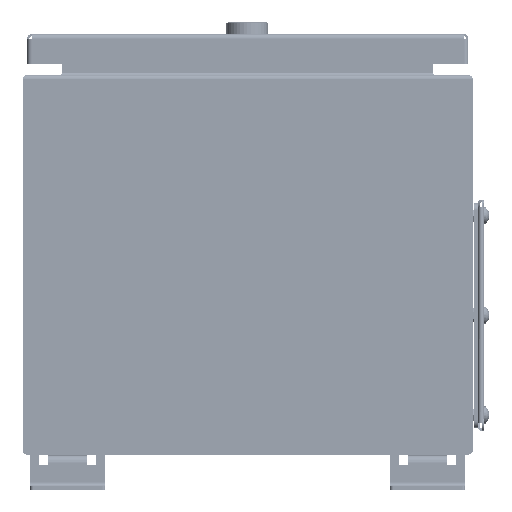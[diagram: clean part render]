
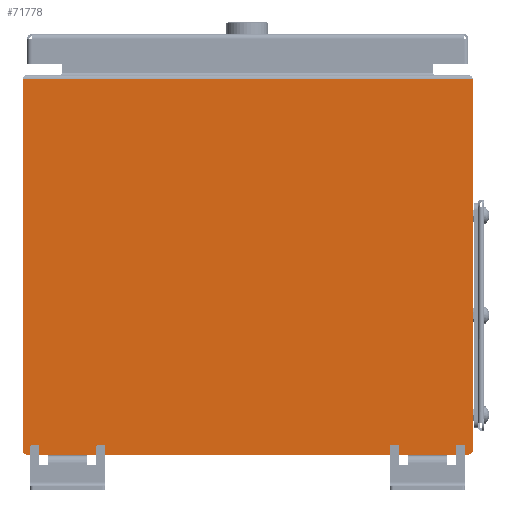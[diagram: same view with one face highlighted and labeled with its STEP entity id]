
A CAD part, left-side view. The second image highlights one B-rep face of the part: STEP entity #71778.
In plain terms, the highlighted planar face has unit normal (-1, 0, 0).
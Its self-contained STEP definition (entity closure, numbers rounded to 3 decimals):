
#285 = PLANE ( 'NONE',  #54482 ) ;
#477 = VERTEX_POINT ( 'NONE', #36650 ) ;
#658 = CARTESIAN_POINT ( 'NONE',  ( -1.5, 0., 0. ) ) ;
#1292 = VERTEX_POINT ( 'NONE', #36479 ) ;
#1409 = VERTEX_POINT ( 'NONE', #46881 ) ;
#2747 = CARTESIAN_POINT ( 'NONE',  ( -1.5, -150., -126.5 ) ) ;
#3106 = DIRECTION ( 'NONE',  ( 0., 1., 0. ) ) ;
#9215 = DIRECTION ( 'NONE',  ( 0., 0., 1. ) ) ;
#11702 = CARTESIAN_POINT ( 'NONE',  ( -1.5, -147., -126.5 ) ) ;
#12362 = DIRECTION ( 'NONE',  ( -1., 0., 0. ) ) ;
#12716 = VECTOR ( 'NONE', #21952, 1000. ) ;
#13655 = ORIENTED_EDGE ( 'NONE', *, *, #33238, .F. ) ;
#15167 = CARTESIAN_POINT ( 'NONE',  ( -1.5, 150., 126.5 ) ) ;
#15495 = EDGE_CURVE ( 'NONE', #1409, #477, #54458, .T. ) ;
#16366 = DIRECTION ( 'NONE',  ( -1., 0., 0. ) ) ;
#16963 = DIRECTION ( 'NONE',  ( 0., 0., 1. ) ) ;
#17073 = AXIS2_PLACEMENT_3D ( 'NONE', #38583, #16366, #50799 ) ;
#17920 = CARTESIAN_POINT ( 'NONE',  ( -1.5, 147., -123.5 ) ) ;
#18437 = DIRECTION ( 'NONE',  ( -1., 0., 0. ) ) ;
#21202 = ORIENTED_EDGE ( 'NONE', *, *, #21861, .F. ) ;
#21861 = EDGE_CURVE ( 'NONE', #23117, #1292, #58688, .T. ) ;
#21952 = DIRECTION ( 'NONE',  ( 0., 1., 0. ) ) ;
#23117 = VERTEX_POINT ( 'NONE', #11702 ) ;
#24863 = CIRCLE ( 'NONE', #66246, 3. ) ;
#25770 = VERTEX_POINT ( 'NONE', #67043 ) ;
#28423 = LINE ( 'NONE', #62868, #65788 ) ;
#31855 = ORIENTED_EDGE ( 'NONE', *, *, #37290, .T. ) ;
#33238 = EDGE_CURVE ( 'NONE', #68514, #25770, #28423, .T. ) ;
#33374 = VECTOR ( 'NONE', #9215, 1000. ) ;
#35447 = FACE_OUTER_BOUND ( 'NONE', #56376, .T. ) ;
#36430 = VECTOR ( 'NONE', #3106, 1000. ) ;
#36479 = CARTESIAN_POINT ( 'NONE',  ( -1.5, 147., -126.5 ) ) ;
#36650 = CARTESIAN_POINT ( 'NONE',  ( -1.5, 150., 123.5 ) ) ;
#37290 = EDGE_CURVE ( 'NONE', #1409, #1292, #24863, .T. ) ;
#38583 = CARTESIAN_POINT ( 'NONE',  ( -1.5, -147., -123.5 ) ) ;
#41069 = CARTESIAN_POINT ( 'NONE',  ( -1.5, -150., 123.5 ) ) ;
#45217 = CARTESIAN_POINT ( 'NONE',  ( -1.5, -150., 123.5 ) ) ;
#46881 = CARTESIAN_POINT ( 'NONE',  ( -1.5, 150., -123.5 ) ) ;
#50799 = DIRECTION ( 'NONE',  ( 0., 0., 1. ) ) ;
#53897 = ORIENTED_EDGE ( 'NONE', *, *, #66879, .T. ) ;
#54458 = LINE ( 'NONE', #15167, #33374 ) ;
#54482 = AXIS2_PLACEMENT_3D ( 'NONE', #658, #18437, #16963 ) ;
#56376 = EDGE_LOOP ( 'NONE', ( #21202, #62664, #13655, #53897, #67393, #31855 ) ) ;
#58688 = LINE ( 'NONE', #2747, #36430 ) ;
#60888 = CIRCLE ( 'NONE', #17073, 3. ) ;
#61569 = LINE ( 'NONE', #45217, #12716 ) ;
#61727 = DIRECTION ( 'NONE',  ( 0., 0., -1. ) ) ;
#62664 = ORIENTED_EDGE ( 'NONE', *, *, #65075, .T. ) ;
#62868 = CARTESIAN_POINT ( 'NONE',  ( -1.5, -150., 126.5 ) ) ;
#65075 = EDGE_CURVE ( 'NONE', #23117, #25770, #60888, .T. ) ;
#65788 = VECTOR ( 'NONE', #61727, 1000. ) ;
#66246 = AXIS2_PLACEMENT_3D ( 'NONE', #17920, #12362, #67608 ) ;
#66879 = EDGE_CURVE ( 'NONE', #68514, #477, #61569, .T. ) ;
#67043 = CARTESIAN_POINT ( 'NONE',  ( -1.5, -150., -123.5 ) ) ;
#67393 = ORIENTED_EDGE ( 'NONE', *, *, #15495, .F. ) ;
#67608 = DIRECTION ( 'NONE',  ( 0., 0., 1. ) ) ;
#68514 = VERTEX_POINT ( 'NONE', #41069 ) ;
#71778 = ADVANCED_FACE ( 'NONE', ( #35447 ), #285, .T. ) ;
